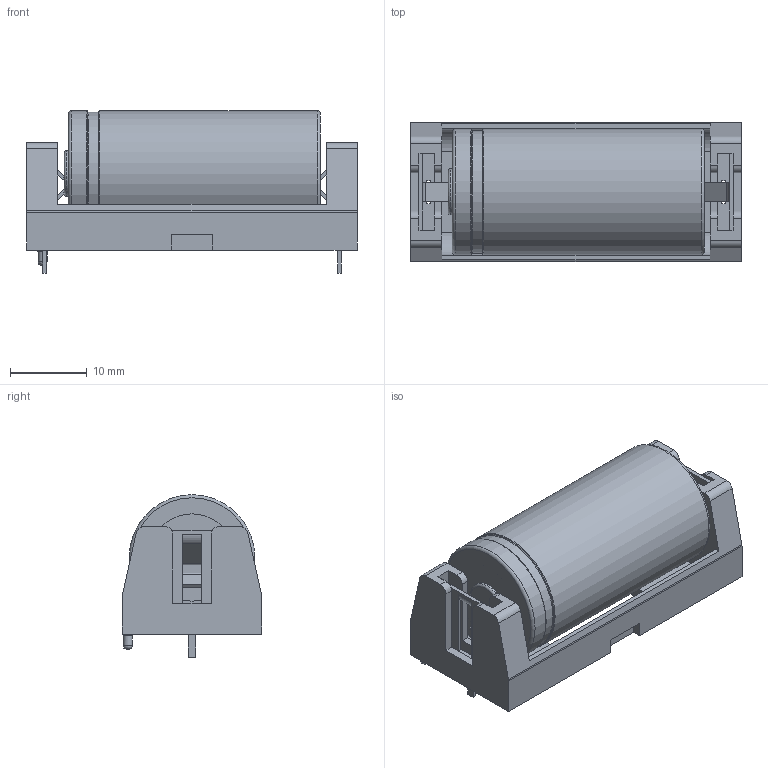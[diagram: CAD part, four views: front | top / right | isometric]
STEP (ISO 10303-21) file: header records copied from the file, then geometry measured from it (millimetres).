
FILE_DESCRIPTION(('FreeCAD Model'),'2;1');
FILE_NAME('Open CASCADE Shape Model','2023-05-28T09:02:07',(''),(''), 'Open CASCADE STEP processor 7.6','FreeCAD','Unknown');
FILE_SCHEMA(('AUTOMOTIVE_DESIGN { 1 0 10303 214 1 1 1 1 }'));
Length unit declared in the file: millimetre
Products named in the file (8): CR123A; Anode; Isolant; Cathode; Body005; berceau; connecteur001; connecteur002
Assembly tree (7 placements, depth 2):
  CR123A
    Anode
    Isolant
    Cathode
    Body005
    berceau
    connecteur001
    connecteur002
Bounding box: 43.1 x 18.2 x 21.23 mm (x, y, z)
Volume: 9628.2 mm3; surface area: 7549.2 mm2
Topology: 7 solids, 7 shells, 200 faces, 481 edges, 297 vertices
Faces by surface type: plane 147, cylinder 42, torus 9, revolution 1, bspline 1
Full cylindrical faces by diameter (mm): 1.2 x1, 3 x2, 6 x2, 10.8 x1, 11.4 x1, 16 x1, 16.4 x2
Entity records: 5976 total; most frequent: CARTESIAN_POINT 1037, DIRECTION 1000, ORIENTED_EDGE 962, EDGE_CURVE 481, LINE 369, VECTOR 369, AXIS2_PLACEMENT_3D 315, VERTEX_POINT 297
